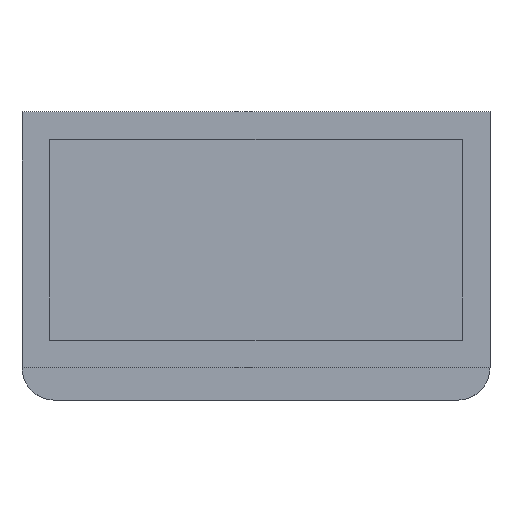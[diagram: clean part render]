
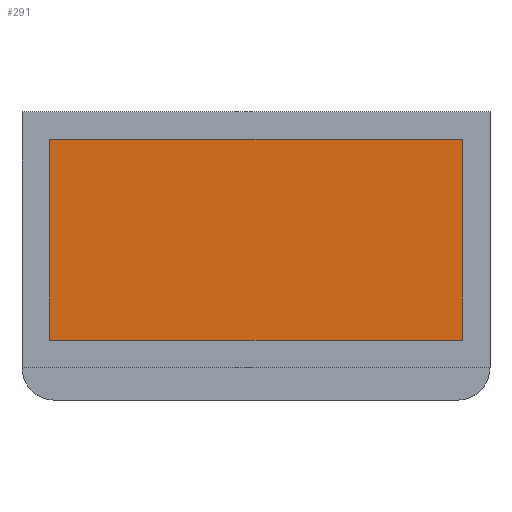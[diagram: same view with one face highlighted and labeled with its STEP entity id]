
A CAD part, top view. The second image highlights one B-rep face of the part: STEP entity #291.
In plain terms, the highlighted planar face has unit normal (0, 0, 1).
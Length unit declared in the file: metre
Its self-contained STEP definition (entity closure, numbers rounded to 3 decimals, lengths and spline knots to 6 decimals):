
#90=ORIENTED_EDGE('',*,*,#125,.T.);
#91=ORIENTED_EDGE('',*,*,#128,.T.);
#92=ORIENTED_EDGE('',*,*,#130,.T.);
#93=ORIENTED_EDGE('',*,*,#131,.T.);
#125=EDGE_CURVE('',#153,#152,#183,.T.);
#128=EDGE_CURVE('',#152,#154,#186,.T.);
#130=EDGE_CURVE('',#154,#155,#188,.T.);
#131=EDGE_CURVE('',#155,#153,#189,.T.);
#152=VERTEX_POINT('',#469);
#153=VERTEX_POINT('',#471);
#154=VERTEX_POINT('',#475);
#155=VERTEX_POINT('',#479);
#183=LINE('',#470,#217);
#186=LINE('',#476,#220);
#188=LINE('',#480,#222);
#189=LINE('',#482,#223);
#217=VECTOR('',#389,1.);
#220=VECTOR('',#394,1.);
#222=VECTOR('',#398,1.);
#223=VECTOR('',#401,1.);
#241=EDGE_LOOP('',(#90,#91,#92,#93));
#259=FACE_BOUND('',#241,.T.);
#274=PLANE('',#325);
#291=ADVANCED_FACE('',(#259),#274,.T.);
#325=AXIS2_PLACEMENT_3D('',#483,#402,#403);
#389=DIRECTION('',(0.,1.,0.));
#394=DIRECTION('',(-1.,0.,0.));
#398=DIRECTION('',(0.,-1.,0.));
#401=DIRECTION('',(1.,0.,0.));
#402=DIRECTION('',(0.,0.,1.));
#403=DIRECTION('',(1.,0.,0.));
#469=CARTESIAN_POINT('',(0.06375,0.031,0.0085));
#470=CARTESIAN_POINT('',(0.06375,0.,0.0085));
#471=CARTESIAN_POINT('',(0.06375,-0.031,0.0085));
#475=CARTESIAN_POINT('',(-0.06375,0.031,0.0085));
#476=CARTESIAN_POINT('',(0.,0.031,0.0085));
#479=CARTESIAN_POINT('',(-0.06375,-0.031,0.0085));
#480=CARTESIAN_POINT('',(-0.06375,0.,0.0085));
#482=CARTESIAN_POINT('',(0.,-0.031,0.0085));
#483=CARTESIAN_POINT('',(0.,0.,0.0085));
